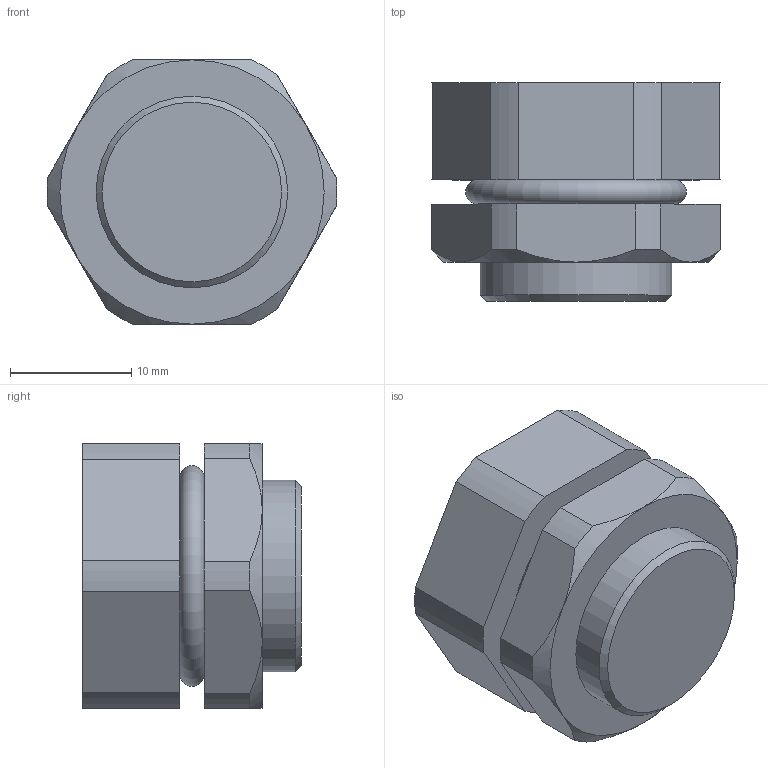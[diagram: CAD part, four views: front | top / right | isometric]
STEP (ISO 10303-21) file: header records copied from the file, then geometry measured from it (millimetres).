
FILE_DESCRIPTION(/* description */ (''),/* implementation_level */ '2;1');
FILE_NAME(/* name */ '',/* time_stamp */ '2024-02-22T14:32:05+07:00',/* author */ ('zeta-09'),/* organization */ (''),/* preprocessor_version */ 'ST-DEVELOPER v19.2',/* originating_system */ 'Autodesk Inventor 2024',/* authorisation */ '');
FILE_SCHEMA (('AUTOMOTIVE_DESIGN { 1 0 10303 214 3 1 1 }','PROCESS_PLANNING_SCHEMA'));
Length unit declared in the file: millimetre
Products named in the file (1): Деталь15
Bounding box: 23.89 x 18 x 21.8 mm (x, y, z)
Volume: 6307.6 mm3; surface area: 2446.5 mm2
Topology: 1 solids, 1 shells, 38 faces, 92 edges, 59 vertices
Faces by surface type: plane 17, cylinder 13, cone 7, torus 1
Full cylindrical faces by diameter (mm): 15.8 x1
Entity records: 1201 total; most frequent: CARTESIAN_POINT 214, DIRECTION 194, ORIENTED_EDGE 184, EDGE_CURVE 92, AXIS2_PLACEMENT_3D 75, VERTEX_POINT 59, LINE 44, VECTOR 44
